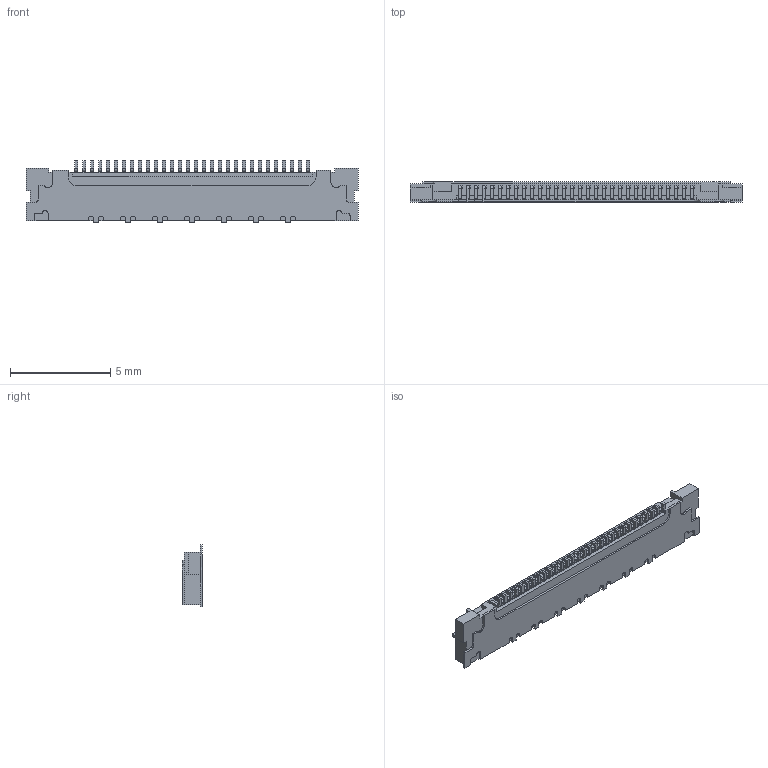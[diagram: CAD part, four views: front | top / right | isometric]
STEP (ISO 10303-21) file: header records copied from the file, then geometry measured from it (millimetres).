
FILE_DESCRIPTION((''),'2;1');
FILE_NAME('USL00-30L_P0-4_L16-6_W2-75','2019-01-15T',('Dragos'),(''),'PRO/ENGINEER BY PARAMETRIC TECHNOLOGY CORPORATION, 2004440','PRO/ENGINEER BY PARAMETRIC TECHNOLOGY CORPORATION, 2004440','');
FILE_SCHEMA(('AUTOMOTIVE_DESIGN { 1 0 10303 214 1 1 1 1 }'));
Length unit declared in the file: millimetre
Products named in the file (1): USL00-30L_P0-4_L16-6_W2-75
Bounding box: 16.6 x 1 x 3.1 mm (x, y, z)
Volume: 23.8 mm3; surface area: 250.2 mm2
Topology: 1 solids, 1 shells, 895 faces, 2794 edges, 1816 vertices
Faces by surface type: plane 663, cylinder 232
Entity records: 42420 total; most frequent: ORIENTED_EDGE 5584, CARTESIAN_POINT 5503, DIRECTION 5050, PRESENTATION_STYLE_ASSIGNMENT 3054, STYLED_ITEM 2796, CURVE_STYLE 2795, EDGE_CURVE 2792, VECTOR 2330
